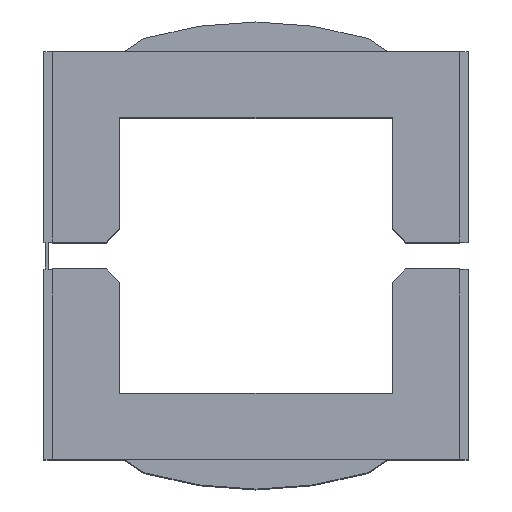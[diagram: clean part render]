
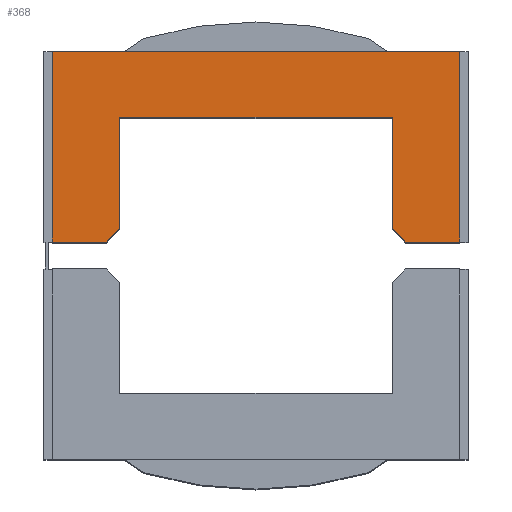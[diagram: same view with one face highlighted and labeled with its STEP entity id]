
A CAD part, top view. The second image highlights one B-rep face of the part: STEP entity #368.
In plain terms, the highlighted planar face has unit normal (0, 0, 1).
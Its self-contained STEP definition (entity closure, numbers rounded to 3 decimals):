
#368 = ADVANCED_FACE( '', ( #757 ), #758, .T. );
#757 = FACE_OUTER_BOUND( '', #1164, .T. );
#758 = PLANE( '', #1165 );
#1164 = EDGE_LOOP( '', ( #2249, #2250, #2251, #2252, #2253, #2254, #2255, #2256, #2257, #2258 ) );
#1165 = AXIS2_PLACEMENT_3D( '', #2259, #2260, #2261 );
#2249 = ORIENTED_EDGE( '', *, *, #2910, .F. );
#2250 = ORIENTED_EDGE( '', *, *, #2968, .T. );
#2251 = ORIENTED_EDGE( '', *, *, #2965, .F. );
#2252 = ORIENTED_EDGE( '', *, *, #2752, .T. );
#2253 = ORIENTED_EDGE( '', *, *, #2643, .T. );
#2254 = ORIENTED_EDGE( '', *, *, #2950, .T. );
#2255 = ORIENTED_EDGE( '', *, *, #2969, .T. );
#2256 = ORIENTED_EDGE( '', *, *, #2746, .T. );
#2257 = ORIENTED_EDGE( '', *, *, #2768, .T. );
#2258 = ORIENTED_EDGE( '', *, *, #2897, .T. );
#2259 = CARTESIAN_POINT( '', ( 0., 11.55, 0. ) );
#2260 = DIRECTION( '', ( 0., 0., 1. ) );
#2261 = DIRECTION( '', ( 1., 0., 0. ) );
#2643 = EDGE_CURVE( '', #3251, #3255, #3257, .T. );
#2746 = EDGE_CURVE( '', #3412, #3416, #3418, .T. );
#2752 = EDGE_CURVE( '', #3427, #3251, #3428, .T. );
#2768 = EDGE_CURVE( '', #3416, #3449, #3451, .T. );
#2897 = EDGE_CURVE( '', #3449, #3630, #3632, .T. );
#2910 = EDGE_CURVE( '', #3647, #3630, #3649, .T. );
#2950 = EDGE_CURVE( '', #3255, #3695, #3697, .T. );
#2965 = EDGE_CURVE( '', #3427, #3713, #3714, .T. );
#2968 = EDGE_CURVE( '', #3647, #3713, #3717, .T. );
#2969 = EDGE_CURVE( '', #3695, #3412, #3718, .T. );
#3251 = VERTEX_POINT( '', #4113 );
#3255 = VERTEX_POINT( '', #4119 );
#3257 = LINE( '', #4122, #4123 );
#3412 = VERTEX_POINT( '', #4351 );
#3416 = VERTEX_POINT( '', #4357 );
#3418 = LINE( '', #4360, #4361 );
#3427 = VERTEX_POINT( '', #4374 );
#3428 = LINE( '', #4375, #4376 );
#3449 = VERTEX_POINT( '', #4407 );
#3451 = LINE( '', #4410, #4411 );
#3630 = VERTEX_POINT( '', #4680 );
#3632 = LINE( '', #4683, #4684 );
#3647 = VERTEX_POINT( '', #4707 );
#3649 = LINE( '', #4710, #4711 );
#3695 = VERTEX_POINT( '', #4777 );
#3697 = LINE( '', #4780, #4781 );
#3713 = VERTEX_POINT( '', #4804 );
#3714 = LINE( '', #4805, #4806 );
#3717 = LINE( '', #4810, #4811 );
#3718 = LINE( '', #4812, #4813 );
#4113 = CARTESIAN_POINT( '', ( -11.125, 1., 0. ) );
#4119 = CARTESIAN_POINT( '', ( -10.125, 2., 0. ) );
#4122 = CARTESIAN_POINT( '', ( -11.125, 1., 0. ) );
#4123 = VECTOR( '', #4993, 1000. );
#4351 = CARTESIAN_POINT( '', ( 10.125, 10.25, 0. ) );
#4357 = CARTESIAN_POINT( '', ( 10.125, 2., 0. ) );
#4360 = CARTESIAN_POINT( '', ( 10.125, 10.25, 0. ) );
#4361 = VECTOR( '', #5082, 1000. );
#4374 = CARTESIAN_POINT( '', ( -15.15, 1., 0. ) );
#4375 = CARTESIAN_POINT( '', ( -15.45, 1., 0. ) );
#4376 = VECTOR( '', #5087, 1000. );
#4407 = CARTESIAN_POINT( '', ( 11.125, 1., 0. ) );
#4410 = CARTESIAN_POINT( '', ( 10.125, 2., 0. ) );
#4411 = VECTOR( '', #5102, 1000. );
#4680 = CARTESIAN_POINT( '', ( 15.15, 1., 0. ) );
#4683 = CARTESIAN_POINT( '', ( 11.125, 1., 0. ) );
#4684 = VECTOR( '', #5206, 1000. );
#4707 = CARTESIAN_POINT( '', ( 15.15, 15.15, 0. ) );
#4710 = CARTESIAN_POINT( '', ( 15.15, 11.55, 0. ) );
#4711 = VECTOR( '', #5216, 1000. );
#4777 = CARTESIAN_POINT( '', ( -10.125, 10.25, 0. ) );
#4780 = CARTESIAN_POINT( '', ( -10.125, 2., 0. ) );
#4781 = VECTOR( '', #5238, 1000. );
#4804 = CARTESIAN_POINT( '', ( -15.15, 15.15, 0. ) );
#4805 = CARTESIAN_POINT( '', ( -15.15, 11.55, 0. ) );
#4806 = VECTOR( '', #5246, 1000. );
#4810 = CARTESIAN_POINT( '', ( -9.779, 15.15, 0. ) );
#4811 = VECTOR( '', #5248, 1000. );
#4812 = CARTESIAN_POINT( '', ( -10.125, 10.25, 0. ) );
#4813 = VECTOR( '', #5249, 1000. );
#4993 = DIRECTION( '', ( 0.707, 0.707, 0. ) );
#5082 = DIRECTION( '', ( 0., -1., 0. ) );
#5087 = DIRECTION( '', ( 1., 0., 0. ) );
#5102 = DIRECTION( '', ( 0.707, -0.707, 0. ) );
#5206 = DIRECTION( '', ( 1., 0., 0. ) );
#5216 = DIRECTION( '', ( 0., -1., 0. ) );
#5238 = DIRECTION( '', ( 0., 1., 0. ) );
#5246 = DIRECTION( '', ( 0., 1., 0. ) );
#5248 = DIRECTION( '', ( -1., 0., 0. ) );
#5249 = DIRECTION( '', ( 1., 0., 0. ) );
